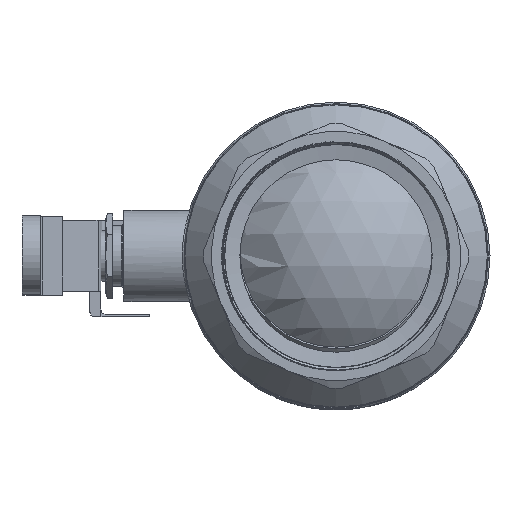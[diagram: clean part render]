
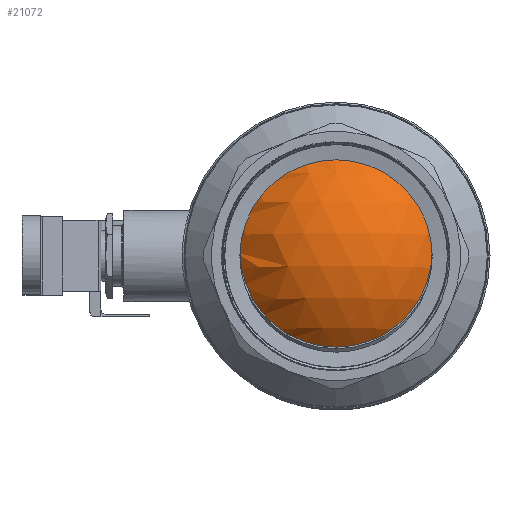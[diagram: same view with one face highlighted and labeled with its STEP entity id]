
A CAD part, left-side view. The second image highlights one B-rep face of the part: STEP entity #21072.
In plain terms, the highlighted spherical face has radius 67.5 mm.
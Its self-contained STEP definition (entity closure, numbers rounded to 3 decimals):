
#59=SPHERICAL_SURFACE('',#22667,67.5);
#1248=FACE_BOUND('',#3097,.T.);
#1249=FACE_BOUND('',#3098,.T.);
#1250=FACE_BOUND('',#3099,.T.);
#1911=FACE_OUTER_BOUND('',#3096,.T.);
#3096=EDGE_LOOP('',(#16386,#16387,#16388,#16389,#16390,#16391,#16392));
#3097=EDGE_LOOP('',(#16393));
#3098=EDGE_LOOP('',(#16394,#16395,#16396,#16397));
#3099=EDGE_LOOP('',(#16398));
#3987=CIRCLE('',#22666,23.75);
#3988=CIRCLE('',#22668,50.5);
#3989=CIRCLE('',#22669,67.5);
#3990=CIRCLE('',#22670,50.5);
#3991=CIRCLE('',#22671,67.5);
#3992=CIRCLE('',#22672,50.5);
#3993=CIRCLE('',#22673,66.755);
#3994=CIRCLE('',#22674,66.755);
#3995=CIRCLE('',#22675,50.5);
#4661=B_SPLINE_CURVE_WITH_KNOTS('',3,(#51833,#51834,#51835,#51836,#51837,
#51838),.UNSPECIFIED.,.F.,.F.,(4,2,4),(10.212,11.193,
12.174),.UNSPECIFIED.);
#4662=B_SPLINE_CURVE_WITH_KNOTS('',3,(#51841,#51842,#51843,#51844,#51845,
#51846,#51847),.UNSPECIFIED.,.F.,.F.,(4,3,4),(21.406,22.386,
23.367),.UNSPECIFIED.);
#9198=VERTEX_POINT('',#51815);
#9199=VERTEX_POINT('',#51819);
#9200=VERTEX_POINT('',#51820);
#9201=VERTEX_POINT('',#51822);
#9202=VERTEX_POINT('',#51824);
#9203=VERTEX_POINT('',#51826);
#9204=VERTEX_POINT('',#51829);
#9205=VERTEX_POINT('',#51830);
#9206=VERTEX_POINT('',#51832);
#9207=VERTEX_POINT('',#51839);
#9208=VERTEX_POINT('',#51848);
#11746=EDGE_CURVE('',#9198,#9198,#3987,.T.);
#11747=EDGE_CURVE('',#9199,#9200,#3988,.F.);
#11748=EDGE_CURVE('',#9200,#9201,#3989,.T.);
#11749=EDGE_CURVE('',#9200,#9202,#3990,.F.);
#11750=EDGE_CURVE('',#9203,#9202,#3991,.T.);
#11751=EDGE_CURVE('',#9202,#9199,#3992,.F.);
#11752=EDGE_CURVE('',#9204,#9205,#3993,.F.);
#11753=EDGE_CURVE('',#9206,#9204,#4661,.F.);
#11754=EDGE_CURVE('',#9207,#9206,#3994,.T.);
#11755=EDGE_CURVE('',#9205,#9207,#4662,.F.);
#11756=EDGE_CURVE('',#9208,#9208,#3995,.T.);
#16386=ORIENTED_EDGE('',*,*,#11747,.T.);
#16387=ORIENTED_EDGE('',*,*,#11748,.T.);
#16388=ORIENTED_EDGE('',*,*,#11748,.F.);
#16389=ORIENTED_EDGE('',*,*,#11749,.T.);
#16390=ORIENTED_EDGE('',*,*,#11750,.F.);
#16391=ORIENTED_EDGE('',*,*,#11750,.T.);
#16392=ORIENTED_EDGE('',*,*,#11751,.T.);
#16393=ORIENTED_EDGE('',*,*,#11746,.T.);
#16394=ORIENTED_EDGE('',*,*,#11752,.F.);
#16395=ORIENTED_EDGE('',*,*,#11753,.F.);
#16396=ORIENTED_EDGE('',*,*,#11754,.F.);
#16397=ORIENTED_EDGE('',*,*,#11755,.F.);
#16398=ORIENTED_EDGE('',*,*,#11756,.F.);
#21072=ADVANCED_FACE('',(#1911,#1248,#1249,#1250),#59,.F.);
#22666=AXIS2_PLACEMENT_3D('',#51817,#25476,#25477);
#22667=AXIS2_PLACEMENT_3D('',#51818,#25478,#25479);
#22668=AXIS2_PLACEMENT_3D('',#51821,#25480,#25481);
#22669=AXIS2_PLACEMENT_3D('',#51823,#25482,#25483);
#22670=AXIS2_PLACEMENT_3D('',#51825,#25484,#25485);
#22671=AXIS2_PLACEMENT_3D('',#51827,#25486,#25487);
#22672=AXIS2_PLACEMENT_3D('',#51828,#25488,#25489);
#22673=AXIS2_PLACEMENT_3D('',#51831,#25490,#25491);
#22674=AXIS2_PLACEMENT_3D('',#51840,#25492,#25493);
#22675=AXIS2_PLACEMENT_3D('',#51849,#25494,#25495);
#25476=DIRECTION('center_axis',(0.,-1.,0.));
#25477=DIRECTION('ref_axis',(1.,0.,0.));
#25478=DIRECTION('center_axis',(0.,0.,1.));
#25479=DIRECTION('ref_axis',(1.,0.,0.));
#25480=DIRECTION('center_axis',(1.,0.,0.));
#25481=DIRECTION('ref_axis',(0.,1.,0.));
#25482=DIRECTION('center_axis',(0.,1.,0.));
#25483=DIRECTION('ref_axis',(-1.,0.,0.));
#25484=DIRECTION('center_axis',(1.,0.,0.));
#25485=DIRECTION('ref_axis',(0.,1.,0.));
#25486=DIRECTION('center_axis',(0.,1.,0.));
#25487=DIRECTION('ref_axis',(-1.,0.,0.));
#25488=DIRECTION('center_axis',(1.,0.,0.));
#25489=DIRECTION('ref_axis',(0.,1.,0.));
#25490=DIRECTION('center_axis',(1.,0.,0.));
#25491=DIRECTION('ref_axis',(0.,0.,1.));
#25492=DIRECTION('center_axis',(1.,0.,0.));
#25493=DIRECTION('ref_axis',(0.,0.,1.));
#25494=DIRECTION('center_axis',(-1.,0.,0.));
#25495=DIRECTION('ref_axis',(0.,1.,0.));
#51815=CARTESIAN_POINT('',(-23.75,-63.184,0.));
#51817=CARTESIAN_POINT('Origin',(0.,-63.184,0.));
#51818=CARTESIAN_POINT('Origin',(0.,0.,0.));
#51819=CARTESIAN_POINT('',(-44.788,-50.5,0.));
#51820=CARTESIAN_POINT('',(-44.788,0.,50.5));
#51821=CARTESIAN_POINT('Origin',(-44.788,0.,0.));
#51822=CARTESIAN_POINT('',(0.,0.,
67.5));
#51823=CARTESIAN_POINT('Origin',(0.,0.,0.));
#51824=CARTESIAN_POINT('',(-44.788,0.,-50.5));
#51825=CARTESIAN_POINT('Origin',(-44.788,0.,0.));
#51826=CARTESIAN_POINT('',(0.,0.,
-67.5));
#51827=CARTESIAN_POINT('Origin',(0.,0.,0.));
#51828=CARTESIAN_POINT('Origin',(-44.788,0.,0.));
#51829=CARTESIAN_POINT('',(-10.,61.032,27.043));
#51830=CARTESIAN_POINT('',(-10.,61.032,-27.043));
#51831=CARTESIAN_POINT('Origin',(-10.,0.,0.));
#51832=CARTESIAN_POINT('',(10.,61.032,27.043));
#51833=CARTESIAN_POINT('Ctrl Pts',(-10.,61.032,27.043));
#51834=CARTESIAN_POINT('Ctrl Pts',(-6.645,61.378,27.503));
#51835=CARTESIAN_POINT('Ctrl Pts',(-3.269,61.548,27.715));
#51836=CARTESIAN_POINT('Ctrl Pts',(3.269,61.548,27.715));
#51837=CARTESIAN_POINT('Ctrl Pts',(6.645,61.378,27.503));
#51838=CARTESIAN_POINT('Ctrl Pts',(10.,61.032,27.043));
#51839=CARTESIAN_POINT('',(10.,61.032,-27.043));
#51840=CARTESIAN_POINT('Origin',(10.,0.,0.));
#51841=CARTESIAN_POINT('Ctrl Pts',(10.,61.032,-27.043));
#51842=CARTESIAN_POINT('Ctrl Pts',(6.645,61.378,-27.503));
#51843=CARTESIAN_POINT('Ctrl Pts',(3.269,61.548,-27.715));
#51844=CARTESIAN_POINT('Ctrl Pts',(0.,61.548,-27.715));
#51845=CARTESIAN_POINT('Ctrl Pts',(-3.269,61.548,-27.715));
#51846=CARTESIAN_POINT('Ctrl Pts',(-6.645,61.378,-27.503));
#51847=CARTESIAN_POINT('Ctrl Pts',(-10.,61.032,-27.043));
#51848=CARTESIAN_POINT('',(44.788,-50.5,0.));
#51849=CARTESIAN_POINT('Origin',(44.788,0.,0.));
